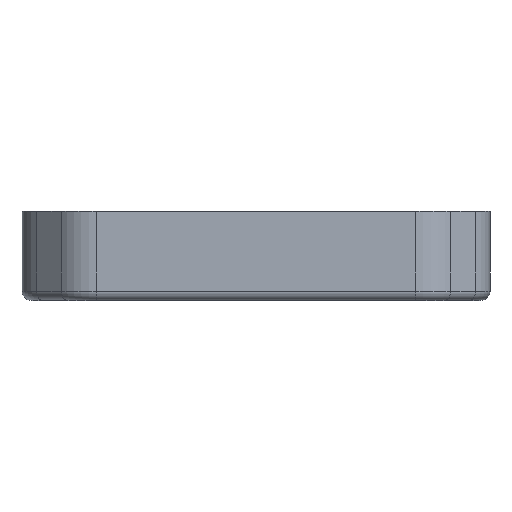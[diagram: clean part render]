
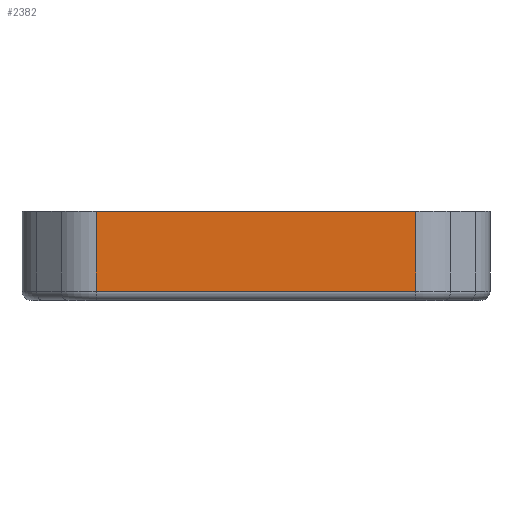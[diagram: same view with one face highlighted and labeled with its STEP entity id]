
A CAD part, front view. The second image highlights one B-rep face of the part: STEP entity #2382.
In plain terms, the highlighted planar face has unit normal (0, -1, 0).
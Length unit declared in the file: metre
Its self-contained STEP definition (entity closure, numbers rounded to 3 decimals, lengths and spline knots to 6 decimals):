
#513=ORIENTED_EDGE('',*,*,#1156,.F.);
#514=ORIENTED_EDGE('',*,*,#1049,.T.);
#515=ORIENTED_EDGE('',*,*,#1158,.T.);
#516=ORIENTED_EDGE('',*,*,#1159,.F.);
#1049=EDGE_CURVE('',#1395,#1394,#1590,.T.);
#1156=EDGE_CURVE('',#1395,#1478,#1662,.T.);
#1158=EDGE_CURVE('',#1394,#1479,#1663,.T.);
#1159=EDGE_CURVE('',#1478,#1479,#1664,.T.);
#1394=VERTEX_POINT('',#3807);
#1395=VERTEX_POINT('',#3809);
#1478=VERTEX_POINT('',#4023);
#1479=VERTEX_POINT('',#4027);
#1590=LINE('',#3808,#1773);
#1662=LINE('',#4022,#1845);
#1663=LINE('',#4026,#1846);
#1664=LINE('',#4028,#1847);
#1773=VECTOR('',#2941,1.);
#1845=VECTOR('',#3131,1.);
#1846=VECTOR('',#3136,1.);
#1847=VECTOR('',#3137,1.);
#1958=EDGE_LOOP('',(#513,#514,#515,#516));
#2157=FACE_BOUND('',#1958,.T.);
#2328=PLANE('',#2610);
#2382=ADVANCED_FACE('',(#2157),#2328,.F.);
#2610=AXIS2_PLACEMENT_3D('',#4025,#3134,#3135);
#2941=DIRECTION('',(-1.,0.,0.));
#3131=DIRECTION('',(0.,0.,-1.));
#3134=DIRECTION('',(0.,1.,0.));
#3135=DIRECTION('',(0.,0.,1.));
#3136=DIRECTION('',(0.,0.,-1.));
#3137=DIRECTION('',(-1.,0.,0.));
#3807=CARTESIAN_POINT('',(0.032879,-0.024949,0.0065));
#3808=CARTESIAN_POINT('',(0.049894,-0.024949,0.0065));
#3809=CARTESIAN_POINT('',(0.066909,-0.024949,0.0065));
#4022=CARTESIAN_POINT('',(0.066909,-0.024949,0.0065));
#4023=CARTESIAN_POINT('',(0.066909,-0.024949,-0.002));
#4025=CARTESIAN_POINT('',(0.049894,-0.024949,0.0065));
#4026=CARTESIAN_POINT('',(0.032879,-0.024949,0.0065));
#4027=CARTESIAN_POINT('',(0.032879,-0.024949,-0.002));
#4028=CARTESIAN_POINT('',(0.049894,-0.024949,-0.002));
